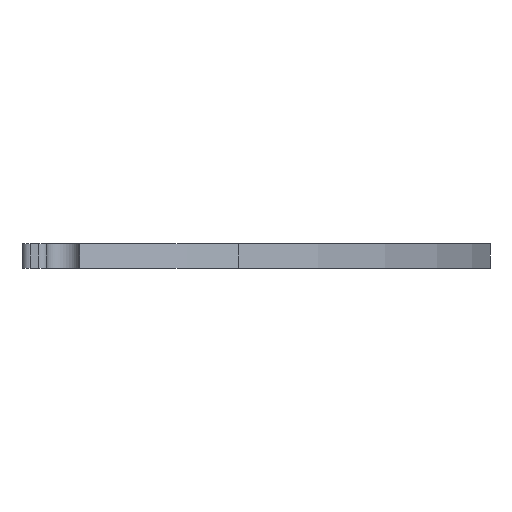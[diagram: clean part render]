
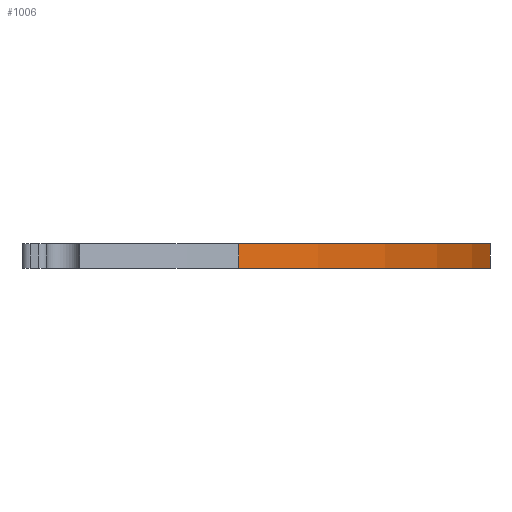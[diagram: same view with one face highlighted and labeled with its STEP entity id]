
A CAD part, left-side view. The second image highlights one B-rep face of the part: STEP entity #1006.
In plain terms, the highlighted cylindrical face has radius 35.925 mm (diameter 71.851 mm), a partial arc.
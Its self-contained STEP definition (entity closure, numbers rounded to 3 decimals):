
#979 = VERTEX_POINT('',#980);
#980 = CARTESIAN_POINT('',(-65.6,-121.103,1.51));
#987 = EDGE_CURVE('',#988,#979,#990,.T.);
#988 = VERTEX_POINT('',#989);
#989 = CARTESIAN_POINT('',(-65.6,-121.103,0.));
#990 = LINE('',#991,#992);
#991 = CARTESIAN_POINT('',(-65.6,-121.103,0.));
#992 = VECTOR('',#993,1.);
#993 = DIRECTION('',(0.,0.,1.));
#1006 = ADVANCED_FACE('',(#1007),#1034,.T.);
#1007 = FACE_BOUND('',#1008,.T.);
#1008 = EDGE_LOOP('',(#1009,#1010,#1019,#1027));
#1009 = ORIENTED_EDGE('',*,*,#987,.T.);
#1010 = ORIENTED_EDGE('',*,*,#1011,.T.);
#1011 = EDGE_CURVE('',#979,#1012,#1014,.T.);
#1012 = VERTEX_POINT('',#1013);
#1013 = CARTESIAN_POINT('',(-124.53,-121.201,1.51));
#1014 = CIRCLE('',#1015,35.925);
#1015 = AXIS2_PLACEMENT_3D('',#1016,#1017,#1018);
#1016 = CARTESIAN_POINT('',(-95.099,-100.598,1.51));
#1017 = DIRECTION('',(-0.,0.,-1.));
#1018 = DIRECTION('',(0.821,-0.571,-0.));
#1019 = ORIENTED_EDGE('',*,*,#1020,.F.);
#1020 = EDGE_CURVE('',#1021,#1012,#1023,.T.);
#1021 = VERTEX_POINT('',#1022);
#1022 = CARTESIAN_POINT('',(-124.53,-121.201,0.));
#1023 = LINE('',#1024,#1025);
#1024 = CARTESIAN_POINT('',(-124.53,-121.201,0.));
#1025 = VECTOR('',#1026,1.);
#1026 = DIRECTION('',(0.,0.,1.));
#1027 = ORIENTED_EDGE('',*,*,#1028,.F.);
#1028 = EDGE_CURVE('',#988,#1021,#1029,.T.);
#1029 = CIRCLE('',#1030,35.925);
#1030 = AXIS2_PLACEMENT_3D('',#1031,#1032,#1033);
#1031 = CARTESIAN_POINT('',(-95.099,-100.598,0.));
#1032 = DIRECTION('',(-0.,0.,-1.));
#1033 = DIRECTION('',(0.821,-0.571,-0.));
#1034 = CYLINDRICAL_SURFACE('',#1035,35.925);
#1035 = AXIS2_PLACEMENT_3D('',#1036,#1037,#1038);
#1036 = CARTESIAN_POINT('',(-95.099,-100.598,0.));
#1037 = DIRECTION('',(-0.,0.,-1.));
#1038 = DIRECTION('',(0.821,-0.571,-0.));
